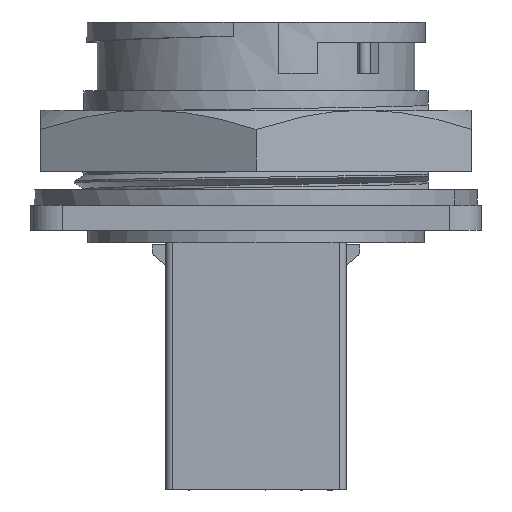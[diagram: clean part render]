
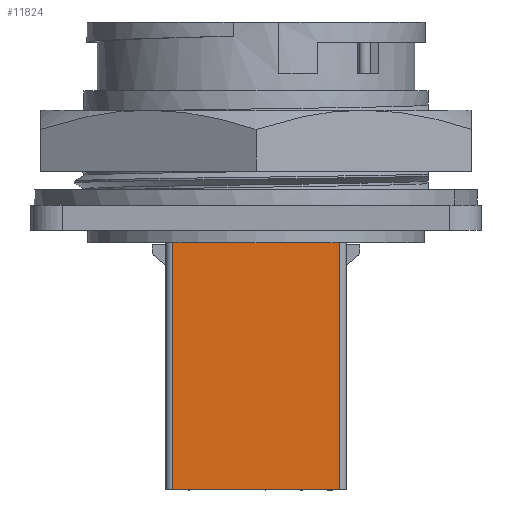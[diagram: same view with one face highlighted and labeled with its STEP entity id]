
A CAD part, front view. The second image highlights one B-rep face of the part: STEP entity #11824.
In plain terms, the highlighted planar face has unit normal (0, -1, 0).
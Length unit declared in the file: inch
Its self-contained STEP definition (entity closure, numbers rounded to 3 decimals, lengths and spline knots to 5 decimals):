
#427 = CARTESIAN_POINT ( 'NONE',  ( -0.2675, -0.349, -0.04 ) ) ;
#1091 = ORIENTED_EDGE ( 'NONE', *, *, #16604, .T. ) ;
#1396 = AXIS2_PLACEMENT_3D ( 'NONE', #4834, #4909, #16188 ) ;
#1603 = VERTEX_POINT ( 'NONE', #16212 ) ;
#2235 = CARTESIAN_POINT ( 'NONE',  ( -0.2675, -0.349, -0.829 ) ) ;
#2693 = EDGE_CURVE ( 'NONE', #14546, #15616, #7221, .T. ) ;
#3814 = VECTOR ( 'NONE', #17545, 39.37008 ) ;
#4061 = CARTESIAN_POINT ( 'NONE',  ( 0.2675, -0.349, -0.04 ) ) ;
#4834 = CARTESIAN_POINT ( 'NONE',  ( -0.2875, -0.349, -0.829 ) ) ;
#4905 = ORIENTED_EDGE ( 'NONE', *, *, #2693, .T. ) ;
#4909 = DIRECTION ( 'NONE',  ( 0., -1., 0. ) ) ;
#5093 = VECTOR ( 'NONE', #13165, 39.37008 ) ;
#5116 = VERTEX_POINT ( 'NONE', #4061 ) ;
#5326 = LINE ( 'NONE', #10992, #3814 ) ;
#7221 = LINE ( 'NONE', #17981, #12010 ) ;
#7229 = EDGE_CURVE ( 'NONE', #14546, #5116, #14944, .T. ) ;
#9646 = VECTOR ( 'NONE', #11007, 39.37008 ) ;
#10992 = CARTESIAN_POINT ( 'NONE',  ( 0.2675, -0.349, -0.829 ) ) ;
#11007 = DIRECTION ( 'NONE',  ( 1., 0., 0. ) ) ;
#11040 = FACE_OUTER_BOUND ( 'NONE', #12148, .T. ) ;
#11725 = ORIENTED_EDGE ( 'NONE', *, *, #7229, .F. ) ;
#11824 = ADVANCED_FACE ( 'NONE', ( #11040 ), #14542, .T. ) ;
#12010 = VECTOR ( 'NONE', #19595, 39.37008 ) ;
#12148 = EDGE_LOOP ( 'NONE', ( #13700, #11725, #4905, #1091 ) ) ;
#13165 = DIRECTION ( 'NONE',  ( 1., 0., 0. ) ) ;
#13700 = ORIENTED_EDGE ( 'NONE', *, *, #17083, .T. ) ;
#14166 = CARTESIAN_POINT ( 'NONE',  ( 0., -0.349, -0.04 ) ) ;
#14542 = PLANE ( 'NONE',  #1396 ) ;
#14546 = VERTEX_POINT ( 'NONE', #427 ) ;
#14944 = LINE ( 'NONE', #14166, #9646 ) ;
#15221 = CARTESIAN_POINT ( 'NONE',  ( -0.2875, -0.349, -0.829 ) ) ;
#15616 = VERTEX_POINT ( 'NONE', #2235 ) ;
#16188 = DIRECTION ( 'NONE',  ( -1., 0., 0. ) ) ;
#16212 = CARTESIAN_POINT ( 'NONE',  ( 0.2675, -0.349, -0.829 ) ) ;
#16604 = EDGE_CURVE ( 'NONE', #15616, #1603, #17421, .T. ) ;
#17083 = EDGE_CURVE ( 'NONE', #1603, #5116, #5326, .T. ) ;
#17421 = LINE ( 'NONE', #15221, #5093 ) ;
#17545 = DIRECTION ( 'NONE',  ( 0., 0., 1. ) ) ;
#17981 = CARTESIAN_POINT ( 'NONE',  ( -0.2675, -0.349, -0.829 ) ) ;
#19595 = DIRECTION ( 'NONE',  ( 0., 0., -1. ) ) ;
